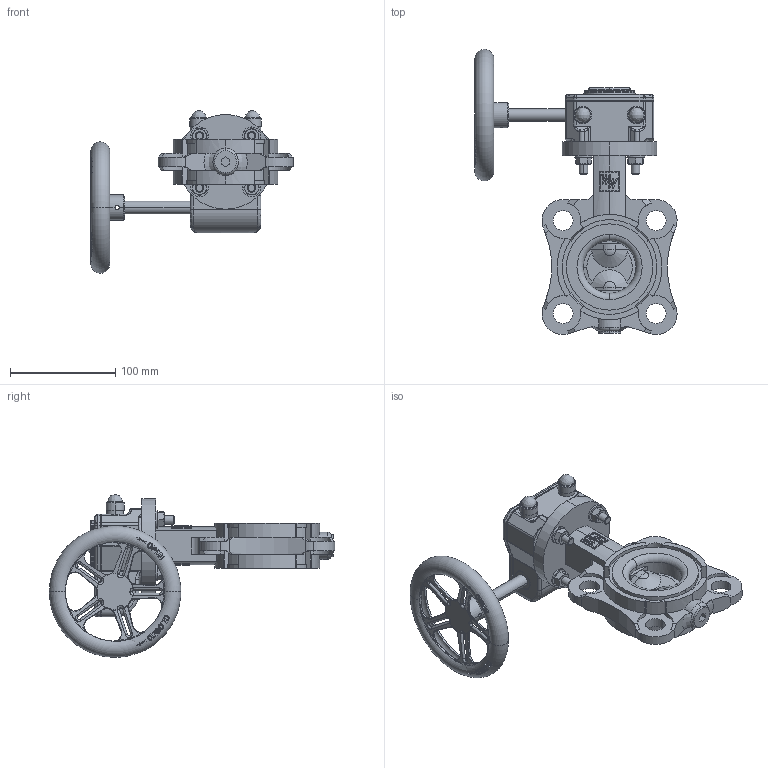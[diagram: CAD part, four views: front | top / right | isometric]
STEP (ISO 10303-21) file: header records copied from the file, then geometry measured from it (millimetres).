
FILE_DESCRIPTION (( 'STEP AP214' ), '1' );
FILE_NAME ('EVBS DN50 PN16 X20-PS125.STEP', '2016-02-04T10:54:56', ( '' ), ( '' ), 'SwSTEP 2.0', 'SolidWorks 2015', '' );
FILE_SCHEMA (( 'AUTOMOTIVE_DESIGN' ));
Length unit declared in the file: millimetre
Products named in the file (1): EVBS DN50 PN16 X20-PS125
Bounding box: 192.18 x 271.18 x 154.62 mm (x, y, z)
Volume: 826718.3 mm3; surface area: 146924.6 mm2
Topology: 1 solids, 15 shells, 1783 faces, 4597 edges, 2925 vertices
Faces by surface type: plane 734, bspline 449, cylinder 408, cone 132, torus 56, sphere 4
Entity records: 90582 total; most frequent: CARTESIAN_POINT 30540, ORIENTED_EDGE 9150, DIRECTION 7300, EDGE_CURVE 4575, VERTEX_POINT 2923, AXIS2_PLACEMENT_3D 2589, VECTOR 2122, LINE 2122
